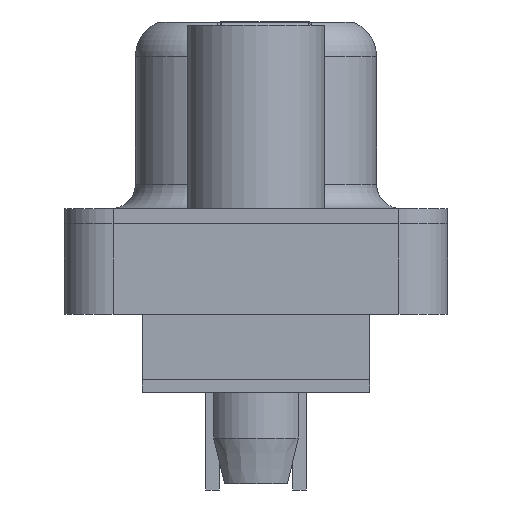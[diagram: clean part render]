
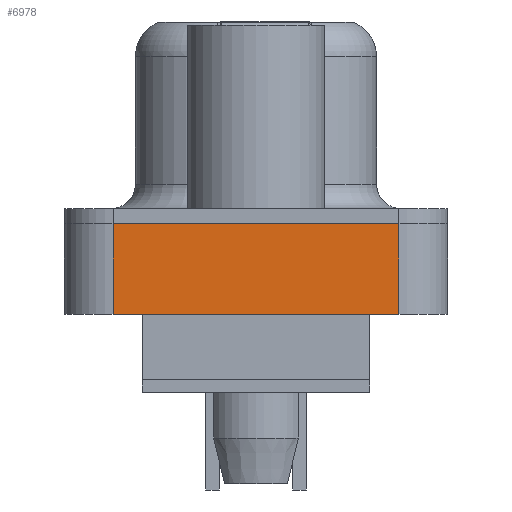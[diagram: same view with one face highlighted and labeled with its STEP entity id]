
A CAD part, left-side view. The second image highlights one B-rep face of the part: STEP entity #6978.
In plain terms, the highlighted planar face has unit normal (-1, 0, 0).
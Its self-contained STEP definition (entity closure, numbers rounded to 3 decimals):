
#195=LINE($,#10610,#851);
#208=LINE($,#10649,#864);
#209=LINE($,#10651,#865);
#210=LINE($,#10652,#866);
#851=VECTOR($,#8456,2.95);
#864=VECTOR($,#8495,2.95);
#865=VECTOR($,#8498,9.35);
#866=VECTOR($,#8499,9.35);
#1534=PLANE($,#7601);
#2010=FACE_OUTER_BOUND($,#2510,.T.);
#2510=EDGE_LOOP($,(#5122,#5123,#5124,#5125));
#3369=VERTEX_POINT($,#10606);
#3371=VERTEX_POINT($,#10609);
#3383=VERTEX_POINT($,#10645);
#3384=VERTEX_POINT($,#10647);
#4060=EDGE_CURVE($,#3369,#3371,#195,.T.);
#4080=EDGE_CURVE($,#3383,#3384,#208,.T.);
#4081=EDGE_CURVE($,#3383,#3369,#209,.T.);
#4082=EDGE_CURVE($,#3371,#3384,#210,.T.);
#5122=ORIENTED_EDGE($,*,*,#4081,.F.);
#5123=ORIENTED_EDGE($,*,*,#4080,.T.);
#5124=ORIENTED_EDGE($,*,*,#4082,.F.);
#5125=ORIENTED_EDGE($,*,*,#4060,.F.);
#6978=ADVANCED_FACE($,(#2010),#1534,.T.);
#7601=AXIS2_PLACEMENT_3D($,#10650,#8496,#8497);
#8456=DIRECTION($,(0.,0.,1.));
#8495=DIRECTION($,(0.,0.,1.));
#8496=DIRECTION('center_axis',(-1.,0.,0.));
#8497=DIRECTION('ref_axis',(0.,-1.,0.));
#8498=DIRECTION($,(0.,1.,0.));
#8499=DIRECTION($,(0.,-1.,0.));
#10606=CARTESIAN_POINT('',(-34.85,4.675,2.55));
#10609=CARTESIAN_POINT('',(-34.85,4.675,5.5));
#10610=CARTESIAN_POINT($,(-34.85,4.675,2.55));
#10645=CARTESIAN_POINT('',(-34.85,-4.675,2.55));
#10647=CARTESIAN_POINT('',(-34.85,-4.675,5.5));
#10649=CARTESIAN_POINT($,(-34.85,-4.675,2.55));
#10650=CARTESIAN_POINT('Origin',(-34.85,4.675,2.55));
#10651=CARTESIAN_POINT($,(-34.85,-4.675,2.55));
#10652=CARTESIAN_POINT($,(-34.85,-4.675,5.5));
